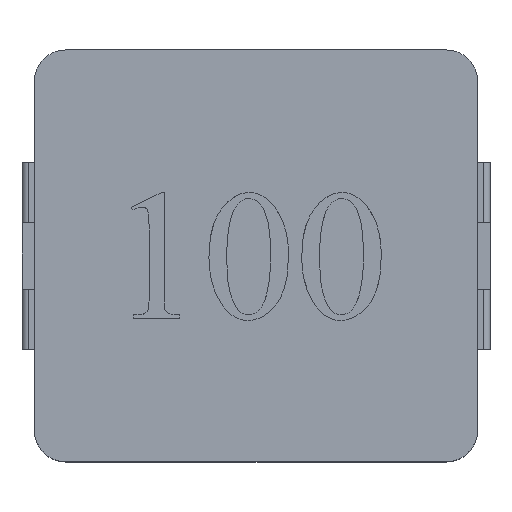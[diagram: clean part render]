
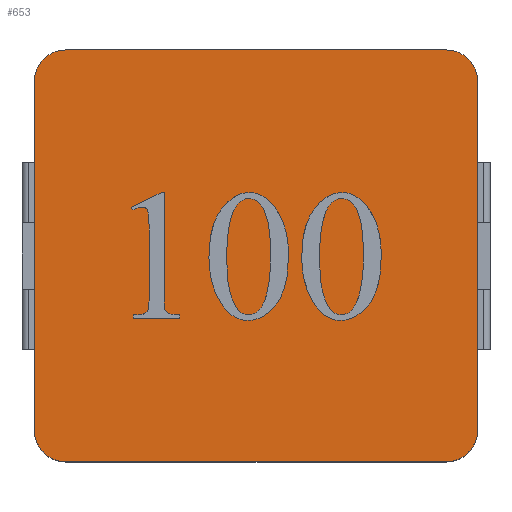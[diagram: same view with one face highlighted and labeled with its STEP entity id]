
A CAD part, top view. The second image highlights one B-rep face of the part: STEP entity #653.
In plain terms, the highlighted planar face has unit normal (0, 0, 1).
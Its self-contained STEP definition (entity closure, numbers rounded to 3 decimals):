
#311 = VERTEX_POINT('',#312);
#312 = CARTESIAN_POINT('',(-3.55,-2.8,2.8));
#318 = EDGE_CURVE('',#311,#319,#321,.T.);
#319 = VERTEX_POINT('',#320);
#320 = CARTESIAN_POINT('',(-3.55,2.8,2.8));
#321 = LINE('',#322,#323);
#322 = CARTESIAN_POINT('',(-3.55,-2.8,2.8));
#323 = VECTOR('',#324,1.);
#324 = DIRECTION('',(0.,1.,0.));
#633 = VERTEX_POINT('',#634);
#634 = CARTESIAN_POINT('',(-3.05,3.3,2.8));
#640 = EDGE_CURVE('',#633,#319,#641,.T.);
#641 = CIRCLE('',#642,0.5);
#642 = AXIS2_PLACEMENT_3D('',#643,#644,#645);
#643 = CARTESIAN_POINT('',(-3.05,2.8,2.8));
#644 = DIRECTION('',(0.,0.,1.));
#645 = DIRECTION('',(1.,0.,0.));
#653 = ADVANCED_FACE('',(#654),#707,.T.);
#654 = FACE_BOUND('',#655,.T.);
#655 = EDGE_LOOP('',(#656,#657,#658,#667,#675,#684,#692,#701));
#656 = ORIENTED_EDGE('',*,*,#640,.T.);
#657 = ORIENTED_EDGE('',*,*,#318,.F.);
#658 = ORIENTED_EDGE('',*,*,#659,.T.);
#659 = EDGE_CURVE('',#311,#660,#662,.T.);
#660 = VERTEX_POINT('',#661);
#661 = CARTESIAN_POINT('',(-3.05,-3.3,2.8));
#662 = CIRCLE('',#663,0.5);
#663 = AXIS2_PLACEMENT_3D('',#664,#665,#666);
#664 = CARTESIAN_POINT('',(-3.05,-2.8,2.8));
#665 = DIRECTION('',(0.,0.,1.));
#666 = DIRECTION('',(1.,0.,0.));
#667 = ORIENTED_EDGE('',*,*,#668,.F.);
#668 = EDGE_CURVE('',#669,#660,#671,.T.);
#669 = VERTEX_POINT('',#670);
#670 = CARTESIAN_POINT('',(3.05,-3.3,2.8));
#671 = LINE('',#672,#673);
#672 = CARTESIAN_POINT('',(3.05,-3.3,2.8));
#673 = VECTOR('',#674,1.);
#674 = DIRECTION('',(-1.,0.,0.));
#675 = ORIENTED_EDGE('',*,*,#676,.T.);
#676 = EDGE_CURVE('',#669,#677,#679,.T.);
#677 = VERTEX_POINT('',#678);
#678 = CARTESIAN_POINT('',(3.55,-2.8,2.8));
#679 = CIRCLE('',#680,0.5);
#680 = AXIS2_PLACEMENT_3D('',#681,#682,#683);
#681 = CARTESIAN_POINT('',(3.05,-2.8,2.8));
#682 = DIRECTION('',(0.,0.,1.));
#683 = DIRECTION('',(1.,0.,0.));
#684 = ORIENTED_EDGE('',*,*,#685,.F.);
#685 = EDGE_CURVE('',#686,#677,#688,.T.);
#686 = VERTEX_POINT('',#687);
#687 = CARTESIAN_POINT('',(3.55,2.8,2.8));
#688 = LINE('',#689,#690);
#689 = CARTESIAN_POINT('',(3.55,2.8,2.8));
#690 = VECTOR('',#691,1.);
#691 = DIRECTION('',(0.,-1.,0.));
#692 = ORIENTED_EDGE('',*,*,#693,.T.);
#693 = EDGE_CURVE('',#686,#694,#696,.T.);
#694 = VERTEX_POINT('',#695);
#695 = CARTESIAN_POINT('',(3.05,3.3,2.8));
#696 = CIRCLE('',#697,0.5);
#697 = AXIS2_PLACEMENT_3D('',#698,#699,#700);
#698 = CARTESIAN_POINT('',(3.05,2.8,2.8));
#699 = DIRECTION('',(0.,0.,1.));
#700 = DIRECTION('',(1.,0.,0.));
#701 = ORIENTED_EDGE('',*,*,#702,.F.);
#702 = EDGE_CURVE('',#633,#694,#703,.T.);
#703 = LINE('',#704,#705);
#704 = CARTESIAN_POINT('',(-3.05,3.3,2.8));
#705 = VECTOR('',#706,1.);
#706 = DIRECTION('',(1.,0.,0.));
#707 = PLANE('',#708);
#708 = AXIS2_PLACEMENT_3D('',#709,#710,#711);
#709 = CARTESIAN_POINT('',(0.,0.,2.8));
#710 = DIRECTION('',(0.,0.,1.));
#711 = DIRECTION('',(1.,0.,0.));
